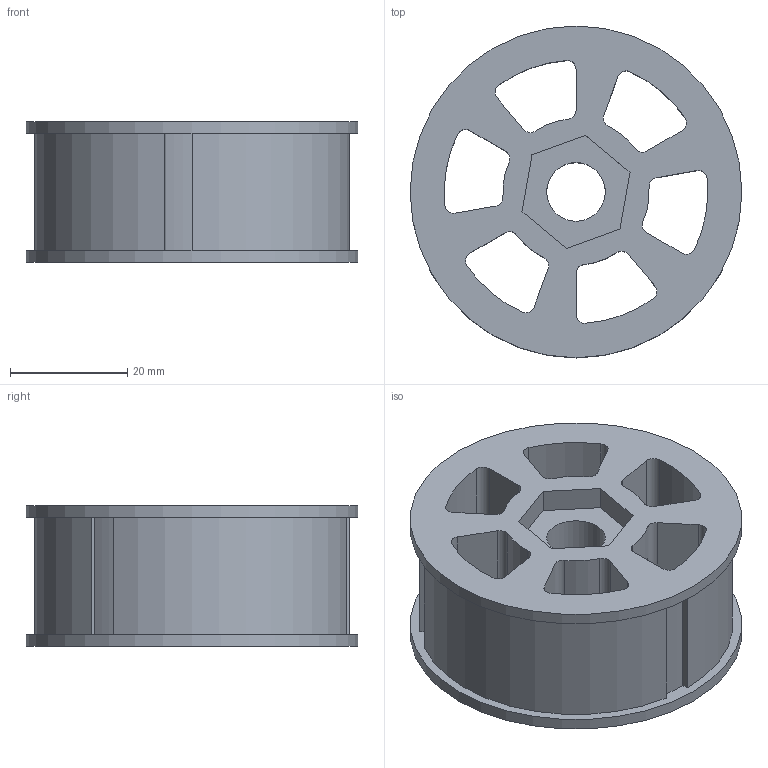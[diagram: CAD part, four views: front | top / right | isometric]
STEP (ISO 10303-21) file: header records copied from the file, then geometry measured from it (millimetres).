
FILE_DESCRIPTION(/* description */ (''),/* implementation_level */ '2;1');
FILE_NAME(/* name */ 'Wheel hub.step',/* time_stamp */ '2025-12-22T22:13:28-08:00',/* author */ (''),/* organization */ (''),/* preprocessor_version */ 'ST-DEVELOPER v20.1',/* originating_system */ 'Autodesk Translation Framework v14.21.0.0',/* authorisation */ '');
FILE_SCHEMA (('AUTOMOTIVE_DESIGN { 1 0 10303 214 3 1 1 }'));
Length unit declared in the file: millimetre
Products named in the file (1): wheel hub
Bounding box: 56.66 x 56.66 x 24 mm (x, y, z)
Volume: 35150.7 mm3; surface area: 15081.6 mm2
Topology: 1 solids, 1 shells, 74 faces, 207 edges, 138 vertices
Faces by surface type: cylinder 45, plane 29
Full cylindrical faces by diameter (mm): 10 x1, 56.662 x2
Entity records: 2489 total; most frequent: DIRECTION 447, CARTESIAN_POINT 420, ORIENTED_EDGE 414, EDGE_CURVE 207, AXIS2_PLACEMENT_3D 165, VERTEX_POINT 138, LINE 117, VECTOR 117
